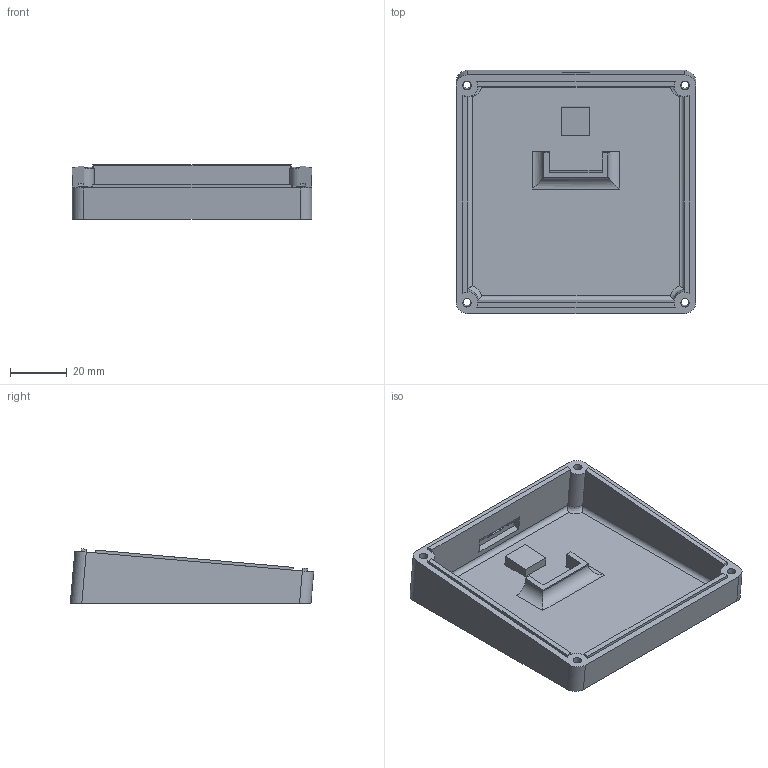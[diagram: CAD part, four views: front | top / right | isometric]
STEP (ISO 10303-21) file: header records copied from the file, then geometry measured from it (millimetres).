
FILE_DESCRIPTION(/* description */ (''),/* implementation_level */ '2;1');
FILE_NAME(/* name */ 'VOID16 - Bottom.step',/* time_stamp */ '2021-04-01T13:31:40+03:00',/* author */ (''),/* organization */ (''),/* preprocessor_version */ 'ST-DEVELOPER v18.1',/* originating_system */ 'Autodesk Translation Framework v9.10.0.1330',/* authorisation */ '');
FILE_SCHEMA (('AUTOMOTIVE_DESIGN { 1 0 10303 214 3 1 1 }'));
Length unit declared in the file: millimetre
Products named in the file (1): VOID16
Bounding box: 84.2 x 85.48 x 19.1 mm (x, y, z)
Volume: 26705.2 mm3; surface area: 24713.1 mm2
Topology: 1 solids, 1 shells, 83 faces, 222 edges, 148 vertices
Faces by surface type: plane 45, cylinder 34, bspline 4
Full cylindrical faces by diameter (mm): 2.95 x4, 5.6 x4
Entity records: 2841 total; most frequent: CARTESIAN_POINT 701, ORIENTED_EDGE 444, DIRECTION 428, EDGE_CURVE 222, VERTEX_POINT 148, AXIS2_PLACEMENT_3D 144, LINE 140, VECTOR 140
